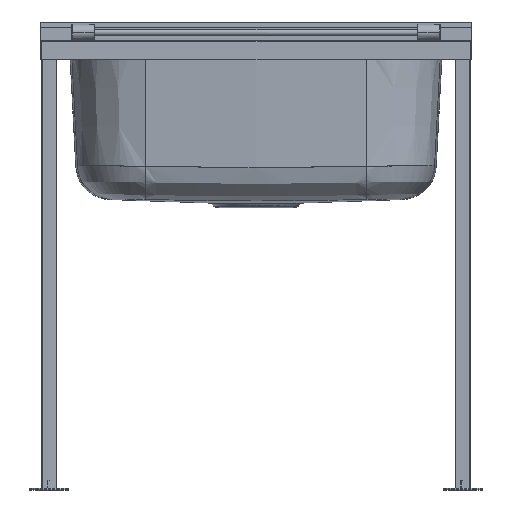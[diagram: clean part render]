
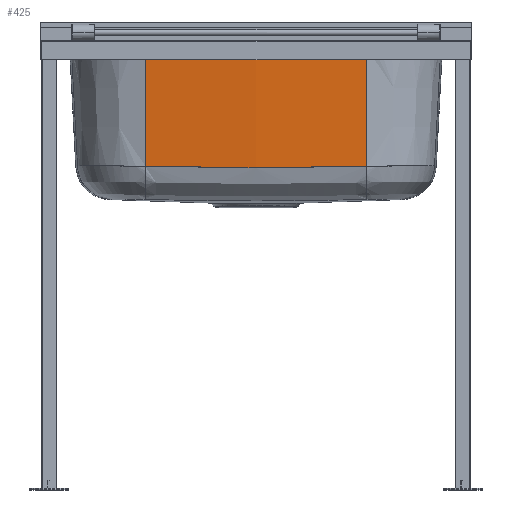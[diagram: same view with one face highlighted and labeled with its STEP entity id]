
A CAD part, front view. The second image highlights one B-rep face of the part: STEP entity #425.
In plain terms, the highlighted free-form (B-spline) face has degree [3, 3] with [6, 4] control points.
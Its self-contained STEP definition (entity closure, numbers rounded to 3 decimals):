
#425=ADVANCED_FACE('',(#1006),#8758,.T.);
#1006=FACE_OUTER_BOUND('',#1605,.T.);
#1605=EDGE_LOOP('',(#3514,#3515,#3516,#3517));
#3514=ORIENTED_EDGE('',*,*,#5647,.T.);
#3515=ORIENTED_EDGE('',*,*,#5662,.F.);
#3516=ORIENTED_EDGE('',*,*,#5661,.T.);
#3517=ORIENTED_EDGE('',*,*,#5660,.T.);
#5647=EDGE_CURVE('',#8332,#8331,#7018,.T.);
#5660=EDGE_CURVE('',#8342,#8332,#7026,.T.);
#5661=EDGE_CURVE('',#8341,#8342,#7027,.T.);
#5662=EDGE_CURVE('',#8341,#8331,#7028,.T.);
#7018=B_SPLINE_CURVE_WITH_KNOTS('',3,(#30942,#30943,#30944,#30945,#30946,
#30947),.UNSPECIFIED.,.F.,.F.,(4,1,1,4),(0.,95.213,190.426,
285.639),.UNSPECIFIED.);
#7026=B_SPLINE_CURVE_WITH_KNOTS('',1,(#31048,#31049),.UNSPECIFIED.,.F.,
 .F.,(2,2),(-151.702,0.),.UNSPECIFIED.);
#7027=B_SPLINE_CURVE_WITH_KNOTS('',3,(#31050,#31051,#31052,#31053,#31054,
#31055,#31056,#31057,#31058,#31059,#31060,#31061,#31062,#31063,#31064,#31065,
#31066,#31067,#31068,#31069,#31070,#31071,#31072,#31073,#31074,#31075),
 .UNSPECIFIED.,.F.,.F.,(4,1,1,1,1,1,1,1,1,1,1,1,1,1,1,1,1,1,1,1,1,1,1,4),
(-284.851,-272.466,-260.081,-247.697,
-235.312,-222.927,-210.542,-198.157,
-185.772,-173.388,-161.003,-148.618,
-136.233,-123.848,-111.463,-99.079,
-86.694,-74.309,-61.924,-49.539,
-37.154,-24.77,-12.385,0.),.UNSPECIFIED.);
#7028=B_SPLINE_CURVE_WITH_KNOTS('',1,(#31076,#31077),.UNSPECIFIED.,.F.,
 .F.,(2,2),(0.,151.702),.UNSPECIFIED.);
#8331=VERTEX_POINT('',#30387);
#8332=VERTEX_POINT('',#30388);
#8341=VERTEX_POINT('',#30397);
#8342=VERTEX_POINT('',#30398);
#8758=B_SPLINE_SURFACE_WITH_KNOTS('',3,3,((#25856,#25857,#25858,#25859),
(#25860,#25861,#25862,#25863),(#25864,#25865,#25866,#25867),(#25868,#25869,
#25870,#25871),(#25872,#25873,#25874,#25875),(#25876,#25877,#25878,#25879)),
 .UNSPECIFIED.,.F.,.F.,.F.,(4,1,1,4),(4,4),(0.,5.715,291.456,
297.171),(0.,159.833),.UNSPECIFIED.);
#25856=CARTESIAN_POINT('',(-175933.063,723516.887,-6.247));
#25857=CARTESIAN_POINT('',(-175933.207,723519.671,-59.452));
#25858=CARTESIAN_POINT('',(-175933.35,723522.456,-112.656));
#25859=CARTESIAN_POINT('',(-175933.494,723525.241,-165.861));
#25860=CARTESIAN_POINT('',(-175934.965,723516.789,-6.247));
#25861=CARTESIAN_POINT('',(-175935.106,723519.573,-59.452));
#25862=CARTESIAN_POINT('',(-175935.248,723522.358,-112.656));
#25863=CARTESIAN_POINT('',(-175935.39,723525.143,-165.861));
#25864=CARTESIAN_POINT('',(-176031.953,723511.887,-6.247));
#25865=CARTESIAN_POINT('',(-176032.001,723514.677,-59.452));
#25866=CARTESIAN_POINT('',(-176032.049,723517.466,-112.656));
#25867=CARTESIAN_POINT('',(-176032.097,723520.256,-165.861));
#25868=CARTESIAN_POINT('',(-176131.091,723511.887,-6.247));
#25869=CARTESIAN_POINT('',(-176131.043,723514.677,-59.452));
#25870=CARTESIAN_POINT('',(-176130.995,723517.466,-112.656));
#25871=CARTESIAN_POINT('',(-176130.947,723520.256,-165.861));
#25872=CARTESIAN_POINT('',(-176228.08,723516.789,-6.247));
#25873=CARTESIAN_POINT('',(-176227.938,723519.573,-59.452));
#25874=CARTESIAN_POINT('',(-176227.796,723522.358,-112.656));
#25875=CARTESIAN_POINT('',(-176227.655,723525.143,-165.861));
#25876=CARTESIAN_POINT('',(-176229.981,723516.887,-6.247));
#25877=CARTESIAN_POINT('',(-176229.838,723519.671,-59.452));
#25878=CARTESIAN_POINT('',(-176229.694,723522.456,-112.656));
#25879=CARTESIAN_POINT('',(-176229.551,723525.241,-165.861));
#30387=CARTESIAN_POINT('',(-176224.268,723516.759,-9.317));
#30388=CARTESIAN_POINT('',(-175938.776,723516.759,-9.317));
#30397=CARTESIAN_POINT('',(-176223.875,723524.689,-160.811));
#30398=CARTESIAN_POINT('',(-175939.169,723524.689,-160.811));
#30942=CARTESIAN_POINT('',(-175938.776,723516.759,-9.317));
#30943=CARTESIAN_POINT('',(-175970.471,723515.189,-9.317));
#30944=CARTESIAN_POINT('',(-176033.913,723513.094,-9.317));
#30945=CARTESIAN_POINT('',(-176129.131,723513.094,-9.317));
#30946=CARTESIAN_POINT('',(-176192.573,723515.189,-9.317));
#30947=CARTESIAN_POINT('',(-176224.268,723516.759,-9.317));
#31048=CARTESIAN_POINT('',(-175939.169,723524.689,-160.811));
#31049=CARTESIAN_POINT('',(-175938.776,723516.759,-9.317));
#31050=CARTESIAN_POINT('',(-176223.875,723524.689,-160.811));
#31051=CARTESIAN_POINT('',(-176218.892,723524.448,-160.929));
#31052=CARTESIAN_POINT('',(-176209.063,723523.999,-161.156));
#31053=CARTESIAN_POINT('',(-176194.613,723523.411,-161.47));
#31054=CARTESIAN_POINT('',(-176180.826,723522.918,-161.746));
#31055=CARTESIAN_POINT('',(-176167.972,723522.517,-161.982));
#31056=CARTESIAN_POINT('',(-176156.053,723522.194,-162.179));
#31057=CARTESIAN_POINT('',(-176144.527,723521.928,-162.347));
#31058=CARTESIAN_POINT('',(-176132.979,723521.706,-162.492));
#31059=CARTESIAN_POINT('',(-176121.425,723521.528,-162.611));
#31060=CARTESIAN_POINT('',(-176109.864,723521.396,-162.701));
#31061=CARTESIAN_POINT('',(-176098.336,723521.309,-162.762));
#31062=CARTESIAN_POINT('',(-176086.855,723521.266,-162.792));
#31063=CARTESIAN_POINT('',(-176075.391,723521.268,-162.791));
#31064=CARTESIAN_POINT('',(-176063.92,723521.313,-162.759));
#31065=CARTESIAN_POINT('',(-176052.414,723521.404,-162.696));
#31066=CARTESIAN_POINT('',(-176040.877,723521.538,-162.604));
#31067=CARTESIAN_POINT('',(-176029.315,723521.719,-162.483));
#31068=CARTESIAN_POINT('',(-176017.803,723521.943,-162.337));
#31069=CARTESIAN_POINT('',(-176006.394,723522.21,-162.169));
#31070=CARTESIAN_POINT('',(-175994.625,723522.53,-161.974));
#31071=CARTESIAN_POINT('',(-175981.965,723522.927,-161.741));
#31072=CARTESIAN_POINT('',(-175968.4,723523.413,-161.469));
#31073=CARTESIAN_POINT('',(-175954.091,723523.994,-161.159));
#31074=CARTESIAN_POINT('',(-175944.209,723524.445,-160.93));
#31075=CARTESIAN_POINT('',(-175939.169,723524.689,-160.811));
#31076=CARTESIAN_POINT('',(-176223.875,723524.689,-160.811));
#31077=CARTESIAN_POINT('',(-176224.268,723516.759,-9.317));
